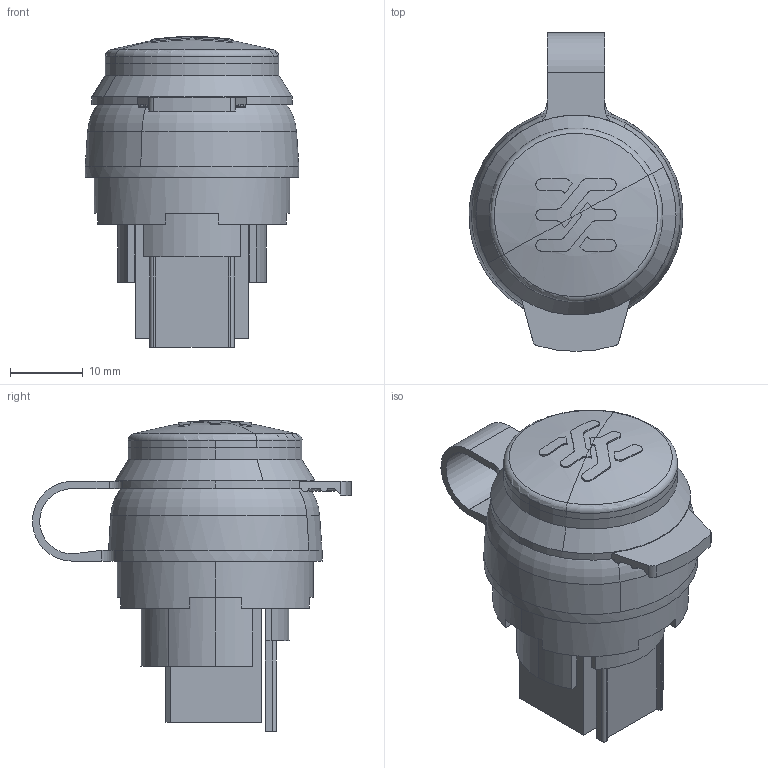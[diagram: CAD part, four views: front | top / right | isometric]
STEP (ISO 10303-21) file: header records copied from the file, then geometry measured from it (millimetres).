
FILE_DESCRIPTION(('CATIA V5 STEP Exchange','CAx-IF Rec.Pracs.--- Model Styling and Organization---1.5--- 2016-08-15','CAx-IF Rec.Pracs.---Supplemental Geometry---1.0---2011-11-01','CAx-IF Rec.Pracs.--- Composite Materials ---1.1---2010-07-15'),'2;1');
FILE_NAME ('1238899-2_2', '2025-03-25T14:19:37+00:00', ('none'), ('Weidmueller'), 'CATIA Version 5-6 Release 2022 SP4 HF5', 'CATIA V5 STEP AP214 v3', 'none');
FILE_SCHEMA(('AUTOMOTIVE_DESIGN { 1 0 10303 214 1 1 1 1 }'));
Length unit declared in the file: millimetre
Products named in the file (1): 2742310000
Bounding box: 29.5 x 43.98 x 42.89 mm (x, y, z)
Volume: 12797.6 mm3; surface area: 12542.2 mm2
Topology: 1 solids, 2 shells, 537 faces, 1592 edges, 1060 vertices
Faces by surface type: plane 442, cylinder 58, sphere 12, cone 11, torus 10, extrusion 3, bspline 1
Entity records: 19553 total; most frequent: CARTESIAN_POINT 6313, ORIENTED_EDGE 3176, DIRECTION 1834, EDGE_CURVE 1588, VERTEX_POINT 1060, VECTOR 798, LINE 795, AXIS2_PLACEMENT_3D 615
